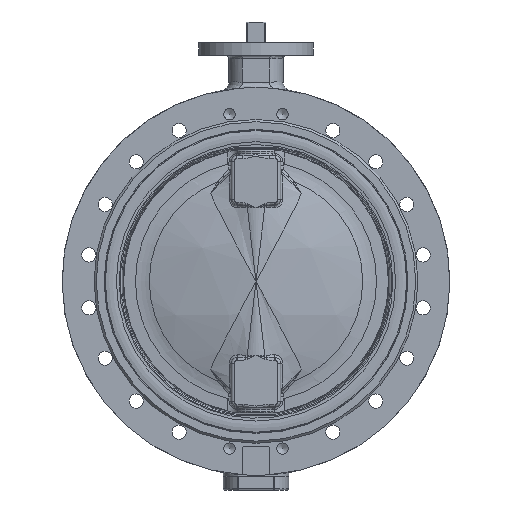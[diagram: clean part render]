
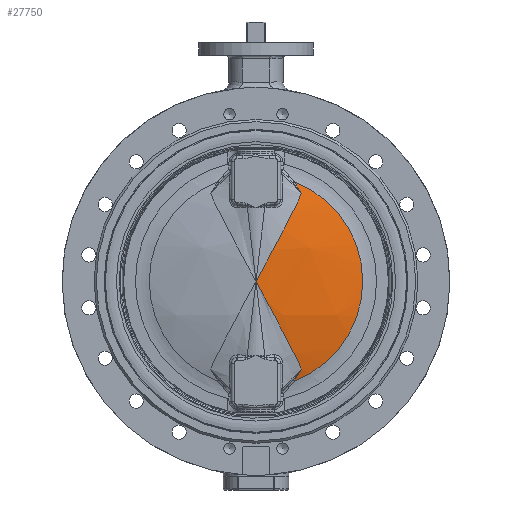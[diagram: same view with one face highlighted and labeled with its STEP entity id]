
A CAD part, left-side view. The second image highlights one B-rep face of the part: STEP entity #27750.
In plain terms, the highlighted spherical face has radius 650 mm.
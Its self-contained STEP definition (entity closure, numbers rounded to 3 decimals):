
#27646=CARTESIAN_POINT('',(0.0,-610.0,0.0));
#27647=DIRECTION('',(0.0,0.0,1.0));
#27648=DIRECTION('',(1.0,0.0,0.0));
#27649=AXIS2_PLACEMENT_3D('',#27646,#27647,#27648);
#27650=SPHERICAL_SURFACE('',#27649,650.0);
#27651=CARTESIAN_POINT('',(-83.467,14.24,-160.805));
#27652=VERTEX_POINT('',#27651);
#27653=CARTESIAN_POINT('',(-83.302,14.352,-160.454));
#27654=VERTEX_POINT('',#27653);
#27655=CARTESIAN_POINT('',(-83.467,14.24,-160.805));
#27656=CARTESIAN_POINT('',(-83.412,14.277,-160.688));
#27657=CARTESIAN_POINT('',(-83.357,14.315,-160.571));
#27658=CARTESIAN_POINT('',(-83.302,14.352,-160.454));
#27659=B_SPLINE_CURVE_WITH_KNOTS('',3,(#27655,#27656,#27657,#27658),.UNSPECIFIED.,.F.,.U.,(4,4),(-22.226,-22.178),.UNSPECIFIED.);
#27660=EDGE_CURVE('',#27652,#27654,#27659,.T.);
#27661=ORIENTED_EDGE('',*,*,#27660,.F.);
#27662=CARTESIAN_POINT('',(-69.625,9.918,-182.631));
#27663=VERTEX_POINT('',#27662);
#27664=CARTESIAN_POINT('',(-69.625,9.918,-182.631));
#27665=CARTESIAN_POINT('',(-74.75,11.377,-175.723));
#27666=CARTESIAN_POINT('',(-79.197,12.868,-168.341));
#27667=CARTESIAN_POINT('',(-83.451,14.234,-160.834));
#27668=CARTESIAN_POINT('',(-83.459,14.237,-160.819));
#27669=CARTESIAN_POINT('',(-83.467,14.24,-160.805));
#27670=B_SPLINE_CURVE_WITH_KNOTS('',3,(#27664,#27665,#27666,#27667,#27668,#27669),.UNSPECIFIED.,.F.,.U.,(4,2,4),(-2.636,0.0,0.005),.UNSPECIFIED.);
#27671=EDGE_CURVE('',#27663,#27652,#27670,.T.);
#27672=ORIENTED_EDGE('',*,*,#27671,.F.);
#27673=CARTESIAN_POINT('',(-69.625,9.918,182.631));
#27674=VERTEX_POINT('',#27673);
#27675=CARTESIAN_POINT('',(0.0,9.918,0.0));
#27676=DIRECTION('',(0.0,1.0,0.0));
#27677=DIRECTION('',(-1.0,0.0,0.0));
#27678=AXIS2_PLACEMENT_3D('',#27675,#27676,#27677);
#27679=CIRCLE('',#27678,195.452);
#27680=EDGE_CURVE('',#27663,#27674,#27679,.T.);
#27681=ORIENTED_EDGE('',*,*,#27680,.T.);
#27682=CARTESIAN_POINT('',(-83.467,14.24,160.805));
#27683=VERTEX_POINT('',#27682);
#27684=CARTESIAN_POINT('',(-83.467,14.24,160.805));
#27685=CARTESIAN_POINT('',(-83.459,14.237,160.819));
#27686=CARTESIAN_POINT('',(-83.451,14.234,160.834));
#27687=CARTESIAN_POINT('',(-79.196,12.869,168.34));
#27688=CARTESIAN_POINT('',(-74.75,11.377,175.723));
#27689=CARTESIAN_POINT('',(-69.625,9.918,182.631));
#27690=B_SPLINE_CURVE_WITH_KNOTS('',3,(#27684,#27685,#27686,#27687,#27688,#27689),.UNSPECIFIED.,.F.,.U.,(4,2,4),(-4.008,-4.003,-1.367),.UNSPECIFIED.);
#27691=EDGE_CURVE('',#27683,#27674,#27690,.T.);
#27692=ORIENTED_EDGE('',*,*,#27691,.F.);
#27693=CARTESIAN_POINT('',(-83.302,14.352,160.454));
#27694=VERTEX_POINT('',#27693);
#27695=CARTESIAN_POINT('',(-83.302,14.351,160.454));
#27696=CARTESIAN_POINT('',(-83.357,14.314,160.571));
#27697=CARTESIAN_POINT('',(-83.412,14.276,160.688));
#27698=CARTESIAN_POINT('',(-83.467,14.239,160.805));
#27699=B_SPLINE_CURVE_WITH_KNOTS('',3,(#27695,#27696,#27697,#27698),.UNSPECIFIED.,.F.,.U.,(4,4),(-17.986,-17.937),.UNSPECIFIED.);
#27700=EDGE_CURVE('',#27694,#27683,#27699,.T.);
#27701=ORIENTED_EDGE('',*,*,#27700,.F.);
#27702=CARTESIAN_POINT('',(-68.709,23.097,130.257));
#27703=VERTEX_POINT('',#27702);
#27704=CARTESIAN_POINT('',(-68.708,23.095,130.256));
#27705=CARTESIAN_POINT('',(-73.7,20.481,140.328));
#27706=CARTESIAN_POINT('',(-78.577,17.564,150.4));
#27707=CARTESIAN_POINT('',(-83.302,14.351,160.454));
#27708=B_SPLINE_CURVE_WITH_KNOTS('',3,(#27704,#27705,#27706,#27707),.UNSPECIFIED.,.F.,.U.,(4,4),(-22.16,-17.986),.UNSPECIFIED.);
#27709=EDGE_CURVE('',#27703,#27694,#27708,.T.);
#27710=ORIENTED_EDGE('',*,*,#27709,.F.);
#27711=CARTESIAN_POINT('',(0.0,40.0,0.0));
#27712=VERTEX_POINT('',#27711);
#27713=CARTESIAN_POINT('',(0.,40.0,0.0));
#27714=CARTESIAN_POINT('',(-0.018,40.0,0.033));
#27715=CARTESIAN_POINT('',(-0.036,40.,0.066));
#27716=CARTESIAN_POINT('',(-12.641,39.998,23.271));
#27717=CARTESIAN_POINT('',(-31.546,37.57,58.073));
#27718=CARTESIAN_POINT('',(-54.192,30.075,101.361));
#27719=CARTESIAN_POINT('',(-64.422,25.341,121.606));
#27720=CARTESIAN_POINT('',(-68.708,23.095,130.256));
#27721=B_SPLINE_CURVE_WITH_KNOTS('',3,(#27713,#27714,#27715,#27716,#27717,#27718,#27719,#27720),.UNSPECIFIED.,.F.,.U.,(4,2,1,1,4),(-40.177,-40.164,-30.552,-25.746,-22.16),.UNSPECIFIED.);
#27722=EDGE_CURVE('',#27712,#27703,#27721,.T.);
#27723=ORIENTED_EDGE('',*,*,#27722,.F.);
#27724=CARTESIAN_POINT('',(-68.709,23.097,-130.257));
#27725=VERTEX_POINT('',#27724);
#27726=CARTESIAN_POINT('',(-68.709,23.097,-130.257));
#27727=CARTESIAN_POINT('',(-67.296,23.837,-127.406));
#27728=CARTESIAN_POINT('',(-62.982,26.008,-118.757));
#27729=CARTESIAN_POINT('',(-55.646,29.261,-104.311));
#27730=CARTESIAN_POINT('',(-46.654,32.567,-86.952));
#27731=CARTESIAN_POINT('',(-28.405,37.976,-52.291));
#27732=CARTESIAN_POINT('',(-12.635,39.998,-23.26));
#27733=CARTESIAN_POINT('',(-0.036,40.,-0.066));
#27734=CARTESIAN_POINT('',(-0.018,40.0,-0.033));
#27735=CARTESIAN_POINT('',(0.,40.0,0.0));
#27736=B_SPLINE_CURVE_WITH_KNOTS('',3,(#27726,#27727,#27728,#27729,#27730,#27731,#27732,#27733,#27734,#27735),.UNSPECIFIED.,.F.,.U.,(4,1,1,1,1,2,4),(-18.003,-16.821,-14.418,-12.015,-9.612,0.0,0.014),.UNSPECIFIED.);
#27737=EDGE_CURVE('',#27725,#27712,#27736,.T.);
#27738=ORIENTED_EDGE('',*,*,#27737,.F.);
#27739=CARTESIAN_POINT('',(-83.302,14.352,-160.454));
#27740=CARTESIAN_POINT('',(-82.679,14.776,-159.128));
#27741=CARTESIAN_POINT('',(-79.322,17.022,-152.014));
#27742=CARTESIAN_POINT('',(-74.473,19.987,-141.947));
#27743=CARTESIAN_POINT('',(-70.169,22.333,-133.203));
#27744=CARTESIAN_POINT('',(-68.709,23.097,-130.257));
#27745=B_SPLINE_CURVE_WITH_KNOTS('',3,(#27739,#27740,#27741,#27742,#27743,#27744),.UNSPECIFIED.,.F.,.U.,(4,1,1,4),(-22.178,-21.627,-19.224,-18.003),.UNSPECIFIED.);
#27746=EDGE_CURVE('',#27654,#27725,#27745,.T.);
#27747=ORIENTED_EDGE('',*,*,#27746,.F.);
#27748=EDGE_LOOP('',(#27661,#27672,#27681,#27692,#27701,#27710,#27723,#27738,#27747));
#27749=FACE_OUTER_BOUND('',#27748,.T.);
#27750=ADVANCED_FACE('',(#27749),#27650,.T.);
